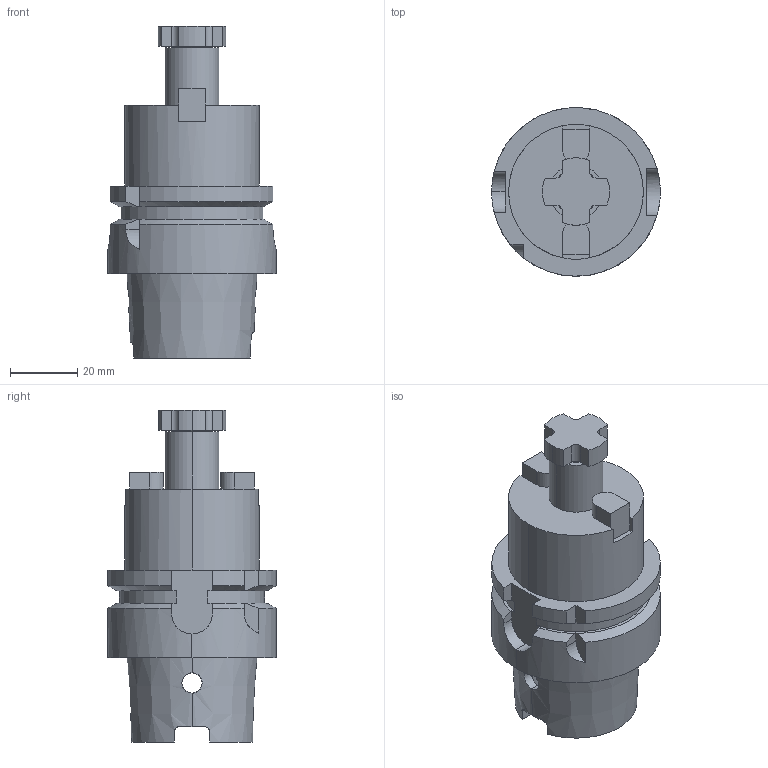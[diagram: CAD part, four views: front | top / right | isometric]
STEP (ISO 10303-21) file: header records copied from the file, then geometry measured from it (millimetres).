
FILE_DESCRIPTION (( 'STEP AP203' ), '1' );
FILE_NAME ('STP-SAKEM-32530-50.STEP', '2021-03-19T08:07:43', ( '' ), ( '' ), 'SwSTEP 2.0', 'SolidWorks 2017', '' );
FILE_SCHEMA (( 'CONFIG_CONTROL_DESIGN' ));
Length unit declared in the file: millimetre
Products named in the file (1): STP-SAKEM-32530-50
Bounding box: 50 x 50 x 98.45 mm (x, y, z)
Volume: 83999.3 mm3; surface area: 21617.8 mm2
Topology: 1 solids, 1 shells, 149 faces, 387 edges, 251 vertices
Faces by surface type: cylinder 68, plane 65, cone 10, torus 6
Entity records: 5524 total; most frequent: CARTESIAN_POINT 1781, ORIENTED_EDGE 774, DIRECTION 749, EDGE_CURVE 387, AXIS2_PLACEMENT_3D 277, VERTEX_POINT 251, VECTOR 195, LINE 195
